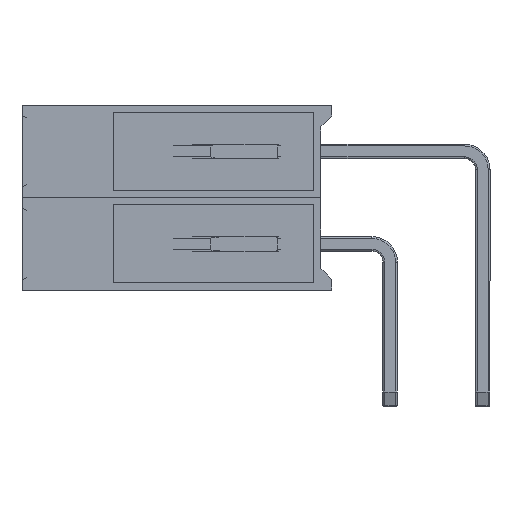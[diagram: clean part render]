
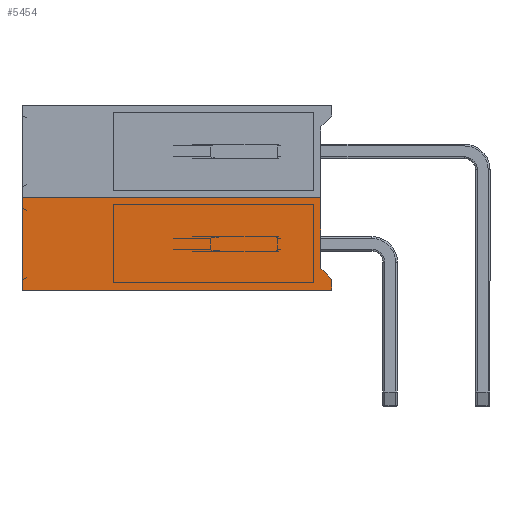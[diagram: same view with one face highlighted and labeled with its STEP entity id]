
A CAD part, left-side view. The second image highlights one B-rep face of the part: STEP entity #5454.
In plain terms, the highlighted planar face has unit normal (-1, 0, 0).
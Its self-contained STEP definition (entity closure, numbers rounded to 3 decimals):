
#419=PLANE('',#6033);
#670=FACE_OUTER_BOUND('',#997,.T.);
#997=EDGE_LOOP('',(#4175,#4176,#4177,#4178,#4179,#4180));
#1359=LINE('',#9129,#1743);
#1363=LINE('',#9136,#1747);
#1374=LINE('',#9160,#1758);
#1377=LINE('',#9166,#1761);
#1378=LINE('',#9168,#1762);
#1379=LINE('',#9169,#1763);
#1743=VECTOR('',#7314,10.);
#1747=VECTOR('',#7320,10.);
#1758=VECTOR('',#7343,10.);
#1761=VECTOR('',#7348,10.);
#1762=VECTOR('',#7349,10.);
#1763=VECTOR('',#7350,10.);
#2447=VERTEX_POINT('',#9126);
#2448=VERTEX_POINT('',#9128);
#2450=VERTEX_POINT('',#9134);
#2457=VERTEX_POINT('',#9159);
#2459=VERTEX_POINT('',#9165);
#2460=VERTEX_POINT('',#9167);
#3031=EDGE_CURVE('',#2447,#2448,#1359,.T.);
#3035=EDGE_CURVE('',#2447,#2450,#1363,.T.);
#3048=EDGE_CURVE('',#2457,#2448,#1374,.T.);
#3051=EDGE_CURVE('',#2450,#2459,#1377,.T.);
#3052=EDGE_CURVE('',#2460,#2459,#1378,.T.);
#3053=EDGE_CURVE('',#2457,#2460,#1379,.T.);
#4175=ORIENTED_EDGE('',*,*,#3035,.T.);
#4176=ORIENTED_EDGE('',*,*,#3051,.T.);
#4177=ORIENTED_EDGE('',*,*,#3052,.F.);
#4178=ORIENTED_EDGE('',*,*,#3053,.F.);
#4179=ORIENTED_EDGE('',*,*,#3048,.T.);
#4180=ORIENTED_EDGE('',*,*,#3031,.F.);
#5454=ADVANCED_FACE('',(#670),#419,.T.);
#6033=AXIS2_PLACEMENT_3D('',#9164,#7346,#7347);
#7314=DIRECTION('',(0.,-0.707,-0.707));
#7320=DIRECTION('',(0.,0.,1.));
#7343=DIRECTION('',(0.,0.,1.));
#7346=DIRECTION('center_axis',(-1.,0.,0.));
#7347=DIRECTION('ref_axis',(0.,0.,
1.));
#7348=DIRECTION('',(0.,1.,0.));
#7349=DIRECTION('',(0.,0.,1.));
#7350=DIRECTION('',(0.,1.,0.));
#9126=CARTESIAN_POINT('',(-1.27,1.9,0.6));
#9128=CARTESIAN_POINT('',(-1.27,1.6,0.3));
#9129=CARTESIAN_POINT('',(-1.27,1.6,0.3));
#9134=CARTESIAN_POINT('',(-1.27,1.9,2.54));
#9136=CARTESIAN_POINT('',(-1.27,1.9,0.635));
#9159=CARTESIAN_POINT('',(-1.27,1.6,0.));
#9160=CARTESIAN_POINT('',(-1.27,1.6,0.));
#9164=CARTESIAN_POINT('Origin',(-1.27,1.6,0.));
#9165=CARTESIAN_POINT('',(-1.27,10.1,2.54));
#9166=CARTESIAN_POINT('',(-1.27,1.6,2.54));
#9167=CARTESIAN_POINT('',(-1.27,10.1,0.));
#9168=CARTESIAN_POINT('',(-1.27,10.1,0.));
#9169=CARTESIAN_POINT('',(-1.27,1.6,0.));
